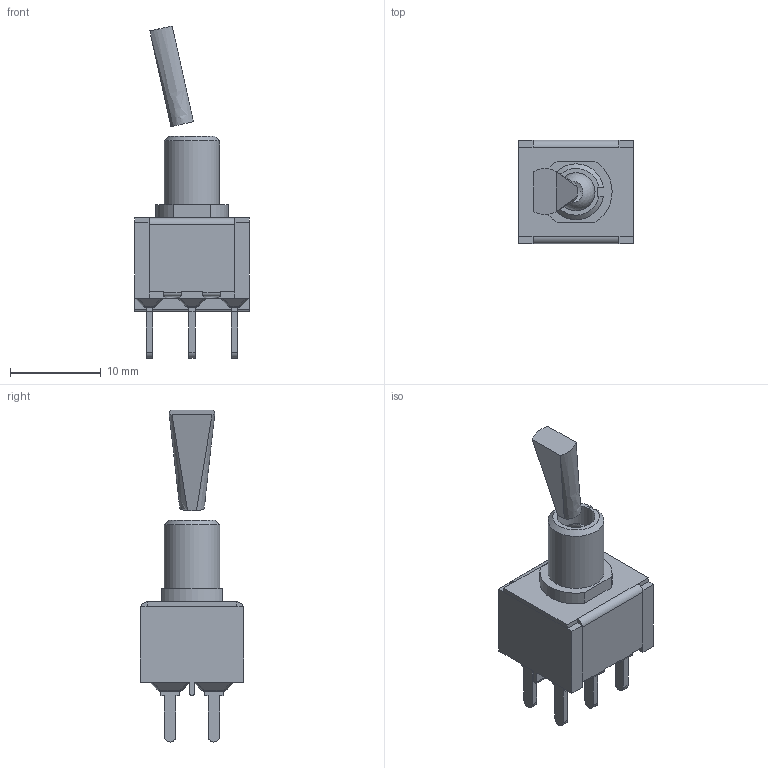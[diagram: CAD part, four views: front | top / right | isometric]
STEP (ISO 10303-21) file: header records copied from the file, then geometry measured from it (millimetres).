
FILE_DESCRIPTION(/* description */ (''),/* implementation_level */ '2;1');
FILE_NAME(/* name */ '100DPxT6B12M2xE.stp',/* time_stamp */ '2025-04-30T16:22:54-05:00',/* author */ ('mroman'),/* organization */ (''),/* preprocessor_version */ 'ST-DEVELOPER v18.1',/* originating_system */ 'Autodesk Inventor 2022',/* authorisation */ '');
FILE_SCHEMA (('AUTOMOTIVE_DESIGN { 1 0 10303 214 3 1 1 }','INTEGRATED_CNC_SCHEMA'));
Length unit declared in the file: inch
Products named in the file (1): 100DPxT6B12M2xE
Bounding box: 12.7 x 11.43 x 36.68 mm (x, y, z)
Volume: 1054.6 mm3; surface area: 2043.7 mm2
Topology: 2 solids, 3 shells, 369 faces, 954 edges, 584 vertices
Faces by surface type: plane 269, cylinder 70, sphere 26, cone 2, bspline 2
Full cylindrical faces by diameter (mm): 4.2 x2
Entity records: 10940 total; most frequent: CARTESIAN_POINT 1950, ORIENTED_EDGE 1858, DIRECTION 1836, EDGE_CURVE 929, LINE 748, VECTOR 748, VERTEX_POINT 584, AXIS2_PLACEMENT_3D 544
